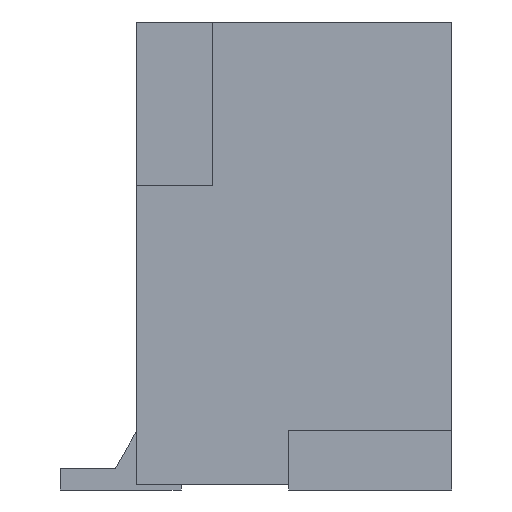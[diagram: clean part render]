
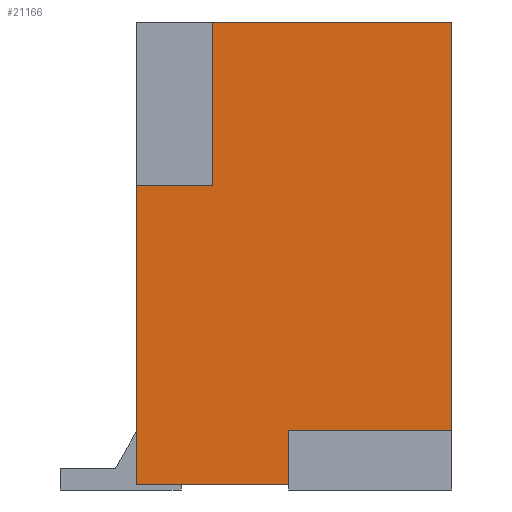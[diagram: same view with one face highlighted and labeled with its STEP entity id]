
A CAD part, left-side view. The second image highlights one B-rep face of the part: STEP entity #21166.
In plain terms, the highlighted planar face has unit normal (-1, 0, 0).
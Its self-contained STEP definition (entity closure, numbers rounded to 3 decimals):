
#133 = CARTESIAN_POINT ( 'NONE',  ( -7., 0.75, 2.75 ) ) ;
#805 = EDGE_CURVE ( 'NONE', #20703, #20583, #20017, .T. ) ;
#1121 = VERTEX_POINT ( 'NONE', #8515 ) ;
#1534 = CARTESIAN_POINT ( 'NONE',  ( -7., -1.45, 4.25 ) ) ;
#1605 = VECTOR ( 'NONE', #2885, 1000. ) ;
#1624 = ORIENTED_EDGE ( 'NONE', *, *, #15205, .F. ) ;
#1661 = DIRECTION ( 'NONE',  ( 0., 0., -1. ) ) ;
#2282 = CARTESIAN_POINT ( 'NONE',  ( -7., 0.75, 4.25 ) ) ;
#2430 = DIRECTION ( 'NONE',  ( 0., 0., -1. ) ) ;
#2885 = DIRECTION ( 'NONE',  ( 0., -1., 0. ) ) ;
#3086 = DIRECTION ( 'NONE',  ( 0., 0., -1. ) ) ;
#4040 = DIRECTION ( 'NONE',  ( 0., -1., 0. ) ) ;
#4205 = EDGE_CURVE ( 'NONE', #6075, #20703, #20768, .T. ) ;
#4378 = ORIENTED_EDGE ( 'NONE', *, *, #5887, .F. ) ;
#4502 = VERTEX_POINT ( 'NONE', #18998 ) ;
#4539 = EDGE_CURVE ( 'NONE', #10227, #4502, #19676, .T. ) ;
#4844 = ORIENTED_EDGE ( 'NONE', *, *, #4539, .F. ) ;
#4984 = LINE ( 'NONE', #16765, #8600 ) ;
#5887 = EDGE_CURVE ( 'NONE', #11703, #1121, #4984, .T. ) ;
#6075 = VERTEX_POINT ( 'NONE', #12935 ) ;
#6087 = DIRECTION ( 'NONE',  ( 1., 0., 0. ) ) ;
#6414 = LINE ( 'NONE', #12939, #1605 ) ;
#6656 = DIRECTION ( 'NONE',  ( 0., -1., 0. ) ) ;
#6779 = EDGE_CURVE ( 'NONE', #10227, #1121, #9294, .T. ) ;
#7423 = CARTESIAN_POINT ( 'NONE',  ( -7., 0.05, 0.5 ) ) ;
#7470 = ORIENTED_EDGE ( 'NONE', *, *, #12626, .T. ) ;
#7541 = ORIENTED_EDGE ( 'NONE', *, *, #19448, .T. ) ;
#8068 = VERTEX_POINT ( 'NONE', #17381 ) ;
#8432 = CARTESIAN_POINT ( 'NONE',  ( -7., 0.75, 2.75 ) ) ;
#8515 = CARTESIAN_POINT ( 'NONE',  ( -7., -1.45, 0.5 ) ) ;
#8600 = VECTOR ( 'NONE', #1661, 1000. ) ;
#8914 = ORIENTED_EDGE ( 'NONE', *, *, #805, .F. ) ;
#9294 = LINE ( 'NONE', #12614, #16003 ) ;
#9637 = ORIENTED_EDGE ( 'NONE', *, *, #6779, .T. ) ;
#9707 = PLANE ( 'NONE',  #19978 ) ;
#9847 = VECTOR ( 'NONE', #6656, 1000. ) ;
#10227 = VERTEX_POINT ( 'NONE', #7423 ) ;
#10591 = LINE ( 'NONE', #17300, #16164 ) ;
#11142 = CARTESIAN_POINT ( 'NONE',  ( -7., -1.45, 4.25 ) ) ;
#11620 = LINE ( 'NONE', #16466, #9847 ) ;
#11703 = VERTEX_POINT ( 'NONE', #1534 ) ;
#11948 = EDGE_LOOP ( 'NONE', ( #4844, #9637, #4378, #1624, #8914, #13245, #7541, #7470 ) ) ;
#12614 = CARTESIAN_POINT ( 'NONE',  ( -7., 0.05, 0.5 ) ) ;
#12626 = EDGE_CURVE ( 'NONE', #8068, #4502, #6414, .T. ) ;
#12760 = DIRECTION ( 'NONE',  ( 0., 0., -1. ) ) ;
#12935 = CARTESIAN_POINT ( 'NONE',  ( -7., 1.45, 2.75 ) ) ;
#12939 = CARTESIAN_POINT ( 'NONE',  ( -7., -1.45, 0. ) ) ;
#13058 = DIRECTION ( 'NONE',  ( 0., -1., 0. ) ) ;
#13136 = FACE_OUTER_BOUND ( 'NONE', #11948, .T. ) ;
#13191 = DIRECTION ( 'NONE',  ( 0., 0., 1. ) ) ;
#13245 = ORIENTED_EDGE ( 'NONE', *, *, #4205, .F. ) ;
#13466 = VECTOR ( 'NONE', #13191, 1000. ) ;
#15205 = EDGE_CURVE ( 'NONE', #20583, #11703, #11620, .T. ) ;
#15511 = CARTESIAN_POINT ( 'NONE',  ( -7., 1.45, 2.75 ) ) ;
#15713 = VECTOR ( 'NONE', #12760, 1000. ) ;
#16003 = VECTOR ( 'NONE', #13058, 1000. ) ;
#16164 = VECTOR ( 'NONE', #2430, 1000. ) ;
#16348 = CARTESIAN_POINT ( 'NONE',  ( -7., 0.05, 0.5 ) ) ;
#16466 = CARTESIAN_POINT ( 'NONE',  ( -7., -1.45, 4.25 ) ) ;
#16765 = CARTESIAN_POINT ( 'NONE',  ( -7., -1.45, 4.25 ) ) ;
#17300 = CARTESIAN_POINT ( 'NONE',  ( -7., 1.45, 4.25 ) ) ;
#17381 = CARTESIAN_POINT ( 'NONE',  ( -7., 1.45, 0. ) ) ;
#18845 = VECTOR ( 'NONE', #4040, 1000. ) ;
#18998 = CARTESIAN_POINT ( 'NONE',  ( -7., 0.05, 0. ) ) ;
#19448 = EDGE_CURVE ( 'NONE', #6075, #8068, #10591, .T. ) ;
#19676 = LINE ( 'NONE', #16348, #15713 ) ;
#19978 = AXIS2_PLACEMENT_3D ( 'NONE', #11142, #6087, #3086 ) ;
#20017 = LINE ( 'NONE', #133, #13466 ) ;
#20583 = VERTEX_POINT ( 'NONE', #2282 ) ;
#20703 = VERTEX_POINT ( 'NONE', #8432 ) ;
#20768 = LINE ( 'NONE', #15511, #18845 ) ;
#21166 = ADVANCED_FACE ( 'NONE', ( #13136 ), #9707, .F. ) ;
